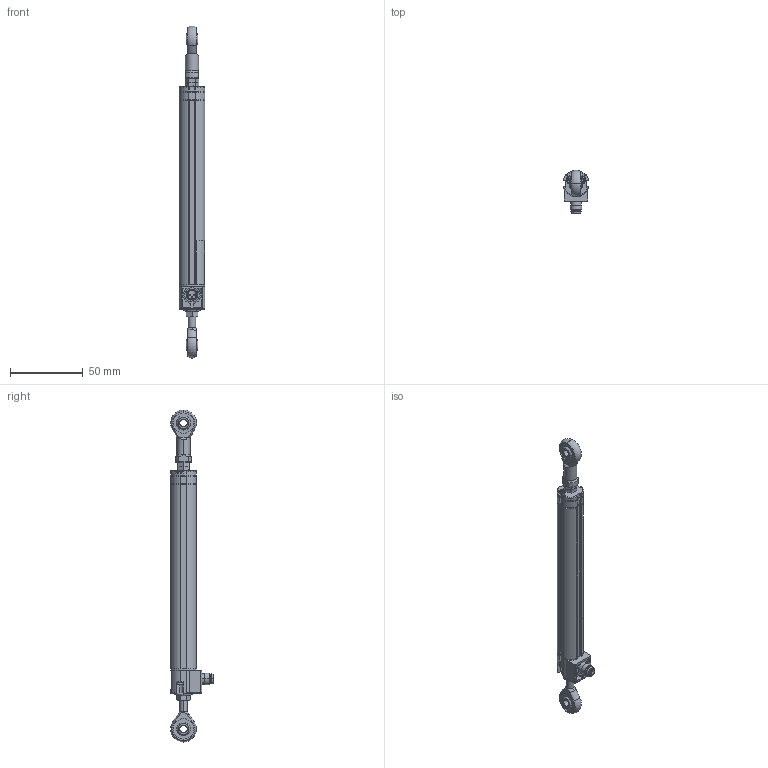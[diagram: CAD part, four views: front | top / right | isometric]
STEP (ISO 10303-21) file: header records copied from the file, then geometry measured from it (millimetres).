
FILE_DESCRIPTION (( 'STEP AP214' ), '1' );
FILE_NAME ('TEX-0100-413-002-101_retracted.STEP', '2014-07-09T08:55:13', ( 'dummy' ), ( 'Microsoft' ), 'SwSTEP 2.0', 'SolidWorks 2013', '' );
FILE_SCHEMA (( 'AUTOMOTIVE_DESIGN' ));
Length unit declared in the file: millimetre
Products named in the file (1): TEX-0100-413-002-101_retracted
Bounding box: 17.55 x 29.67 x 228.67 mm (x, y, z)
Surface area: 16709.7 mm2 (no closed solid volume)
Topology: 0 solids, 29 shells, 495 faces, 1664 edges, 1179 vertices
Faces by surface type: plane 219, cylinder 170, cone 44, torus 37, bspline 14, sphere 11
Entity records: 23990 total; most frequent: CARTESIAN_POINT 4236, DIRECTION 3112, ORIENTED_EDGE 2623, EDGE_CURVE 1651, VERTEX_POINT 1173, AXIS2_PLACEMENT_3D 1113, VECTOR 886, LINE 886
